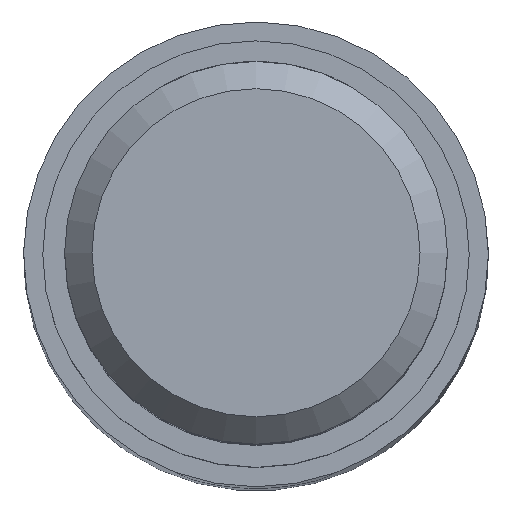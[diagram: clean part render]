
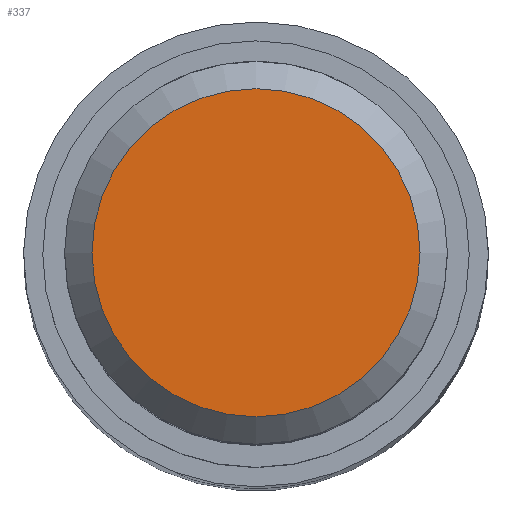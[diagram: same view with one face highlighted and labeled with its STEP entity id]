
A CAD part, top view. The second image highlights one B-rep face of the part: STEP entity #337.
In plain terms, the highlighted planar face has unit normal (0, 0, 1).
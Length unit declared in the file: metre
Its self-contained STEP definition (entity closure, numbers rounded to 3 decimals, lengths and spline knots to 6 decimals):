
#34=PLANE('',#398);
#98=ORIENTED_EDGE('',*,*,#144,.T.);
#144=EDGE_CURVE('',#175,#175,#200,.T.);
#175=VERTEX_POINT('',#599);
#200=CIRCLE('',#399,0.003);
#241=EDGE_LOOP('',(#98));
#293=FACE_BOUND('',#241,.T.);
#337=ADVANCED_FACE('',(#293),#34,.T.);
#398=AXIS2_PLACEMENT_3D('',#597,#496,#497);
#399=AXIS2_PLACEMENT_3D('',#598,#498,#499);
#496=DIRECTION('',(0.,0.,1.));
#497=DIRECTION('',(-1.,0.,0.));
#498=DIRECTION('',(0.,0.,1.));
#499=DIRECTION('',(1.,0.,0.));
#597=CARTESIAN_POINT('',(0.,0.035,0.0415));
#598=CARTESIAN_POINT('',(0.,0.035,0.0415));
#599=CARTESIAN_POINT('',(0.003,0.035,0.0415));
